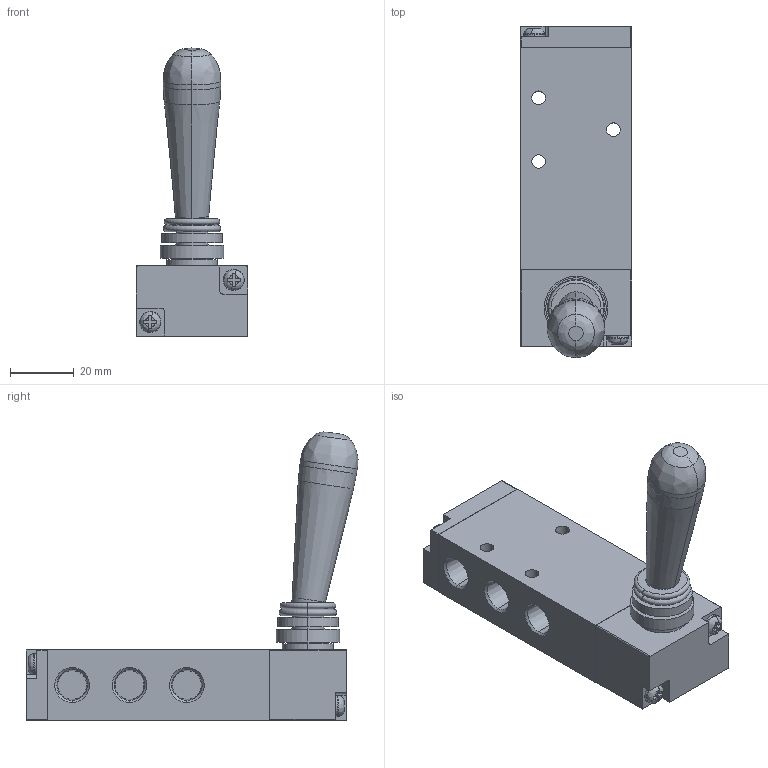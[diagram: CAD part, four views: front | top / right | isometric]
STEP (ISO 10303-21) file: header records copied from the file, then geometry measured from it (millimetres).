
FILE_DESCRIPTION (( 'STEP AP214' ), '1' );
FILE_NAME ('AVS-528E1-HL.step', '2018-10-25T17:34:15', ( '' ), ( '' ), 'SwSTEP 2.0', 'SolidWorks 2018', '' );
FILE_SCHEMA (( 'AUTOMOTIVE_DESIGN' ));
Length unit declared in the file: millimetre
Products named in the file (1): AVS-528E1-HL
Bounding box: 35 x 104.22 x 90.45 mm (x, y, z)
Volume: 84714.8 mm3; surface area: 23988 mm2
Topology: 4 solids, 4 shells, 231 faces, 559 edges, 362 vertices
Faces by surface type: plane 130, cylinder 57, cone 22, bspline 14, torus 8
Entity records: 9782 total; most frequent: CARTESIAN_POINT 1797, ORIENTED_EDGE 1118, DIRECTION 1108, EDGE_CURVE 559, AXIS2_PLACEMENT_3D 405, VERTEX_POINT 362, LINE 298, VECTOR 298
